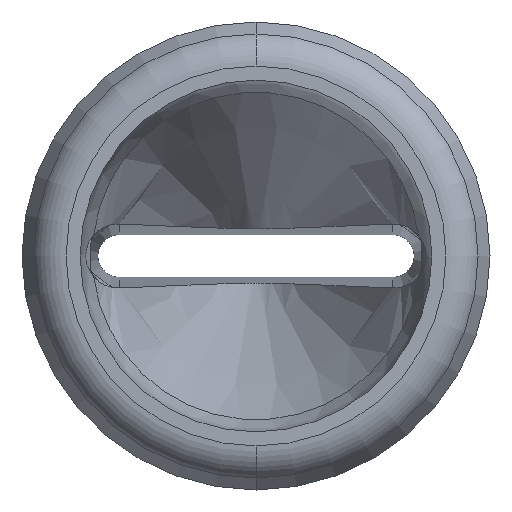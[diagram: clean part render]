
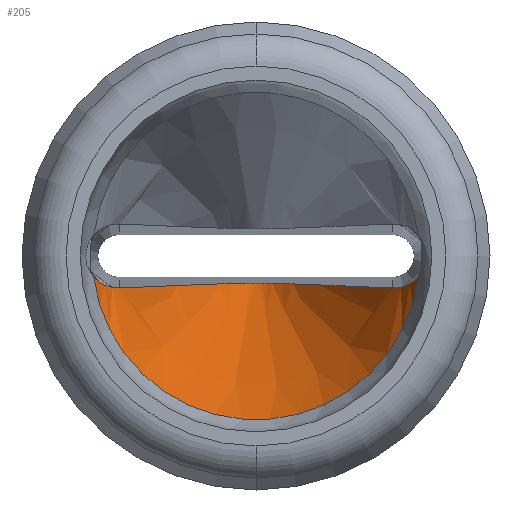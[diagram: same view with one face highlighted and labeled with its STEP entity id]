
A CAD part, front view. The second image highlights one B-rep face of the part: STEP entity #205.
In plain terms, the highlighted conical face has half-angle 22 degrees and reference radius 5.729 mm.
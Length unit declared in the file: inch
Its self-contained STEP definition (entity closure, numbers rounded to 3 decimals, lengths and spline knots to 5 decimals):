
#185 = EDGE_CURVE ( 'NONE', #186, #193, #4689, .T. ) ;
#186 = VERTEX_POINT ( 'NONE', #5904 ) ;
#187 = VERTEX_POINT ( 'NONE', #5903 ) ;
#188 = EDGE_CURVE ( 'NONE', #193, #187, #5902, .T. ) ;
#189 = ORIENTED_EDGE ( 'NONE', *, *, #190, .T. ) ;
#190 = EDGE_CURVE ( 'NONE', #186, #198, #5896, .T. ) ;
#192 = ORIENTED_EDGE ( 'NONE', *, *, #188, .F. ) ;
#193 = VERTEX_POINT ( 'NONE', #5895 ) ;
#197 = ORIENTED_EDGE ( 'NONE', *, *, #185, .F. ) ;
#198 = VERTEX_POINT ( 'NONE', #5887 ) ;
#199 = EDGE_CURVE ( 'NONE', #187, #198, #5926, .T. ) ;
#205 = ADVANCED_FACE ( 'NONE', ( #5910 ), #5912, .F. ) ;
#206 = EDGE_LOOP ( 'NONE', ( #207, #192, #197, #189 ) ) ;
#207 = ORIENTED_EDGE ( 'NONE', *, *, #199, .F. ) ;
#4663 = CARTESIAN_POINT ( 'NONE',  ( 0.19996, 0.14291, -0.04352 ) ) ;
#4664 = CARTESIAN_POINT ( 'NONE',  ( 0.19417, 0.15642, -0.04431 ) ) ;
#4665 = CARTESIAN_POINT ( 'NONE',  ( 0.18854, 0.17011, -0.04407 ) ) ;
#4689 = B_SPLINE_CURVE_WITH_KNOTS ( 'NONE', 3,
 ( #4665, #4664, #4663, #5852, #5854, #5907, #5906, #5905 ),
 .UNSPECIFIED., .F., .F.,
 ( 4, 2, 2, 4 ),
 ( 0., 0.00112, 0.00168, 0.00224 ),
 .UNSPECIFIED. ) ;
#5852 = CARTESIAN_POINT ( 'NONE',  ( 0.20884, 0.12298, -0.04017 ) ) ;
#5854 = CARTESIAN_POINT ( 'NONE',  ( 0.21185, 0.11636, -0.03867 ) ) ;
#5876 = CARTESIAN_POINT ( 'NONE',  ( 0.00757, 0.55517, -0.03735 ) ) ;
#5877 = CARTESIAN_POINT ( 'NONE',  ( 0.00955, 0.55398, -0.03737 ) ) ;
#5878 = CARTESIAN_POINT ( 'NONE',  ( 0.01504, 0.54985, -0.03744 ) ) ;
#5879 = CARTESIAN_POINT ( 'NONE',  ( 0.01814, 0.54641, -0.0375 ) ) ;
#5880 = CARTESIAN_POINT ( 'NONE',  ( 0.02668, 0.53571, -0.03769 ) ) ;
#5881 = CARTESIAN_POINT ( 'NONE',  ( 0.03144, 0.52785, -0.03783 ) ) ;
#5882 = CARTESIAN_POINT ( 'NONE',  ( 0.04494, 0.50413, -0.03824 ) ) ;
#5887 = CARTESIAN_POINT ( 'NONE',  ( -0.18854, 0.17011, -0.04407 ) ) ;
#5889 = CARTESIAN_POINT ( 'NONE',  ( 0.05284, 0.48777, -0.03853 ) ) ;
#5890 = CARTESIAN_POINT ( 'NONE',  ( 0.07598, 0.43841, -0.03939 ) ) ;
#5891 = CARTESIAN_POINT ( 'NONE',  ( 0.09039, 0.40499, -0.03997 ) ) ;
#5892 = CARTESIAN_POINT ( 'NONE',  ( 0.13319, 0.30464, -0.04172 ) ) ;
#5893 = CARTESIAN_POINT ( 'NONE',  ( 0.1609, 0.23739, -0.0429 ) ) ;
#5894 = CARTESIAN_POINT ( 'NONE',  ( 0.18854, 0.17011, -0.04407 ) ) ;
#5895 = CARTESIAN_POINT ( 'NONE',  ( 0.22369, 0.09112, -0.02882 ) ) ;
#5896 = B_SPLINE_CURVE_WITH_KNOTS ( 'NONE', 3,
 ( #5894, #5893, #5892, #5891, #5890, #5889, #5882, #5881, #5880, #5879, #5878, #5877, #5876, #5943, #5942, #5941, #5940, #5939, #5938, #5937, #5936, #5935, #5934, #5933, #5932, #5931, #5930, #5929, #5928, #5927 ),
 .UNSPECIFIED., .F., .F.,
 ( 4, 2, 2, 2, 2, 2, 2, 2, 2, 2, 2, 2, 2, 2, 4 ),
 ( 0., 0.00554, 0.00831, 0.0097, 0.01039, 0.01074, 0.01091, 0.01109, 0.01126, 0.01143, 0.01178, 0.01247, 0.01386, 0.01663, 0.02217 ),
 .UNSPECIFIED. ) ;
#5898 = DIRECTION ( 'NONE',  ( -1., 0., 0. ) ) ;
#5899 = DIRECTION ( 'NONE',  ( 0., 1., 0. ) ) ;
#5900 = CARTESIAN_POINT ( 'NONE',  ( 0., 0.09112, 0. ) ) ;
#5901 = AXIS2_PLACEMENT_3D ( 'NONE', #5900, #5899, #5898 ) ;
#5902 = CIRCLE ( 'NONE', #5901, 0.22554 ) ;
#5903 = CARTESIAN_POINT ( 'NONE',  ( -0.22369, 0.09112, -0.02882 ) ) ;
#5904 = CARTESIAN_POINT ( 'NONE',  ( 0.18854, 0.17011, -0.04407 ) ) ;
#5905 = CARTESIAN_POINT ( 'NONE',  ( 0.22369, 0.09112, -0.02882 ) ) ;
#5906 = CARTESIAN_POINT ( 'NONE',  ( 0.22081, 0.09712, -0.03216 ) ) ;
#5907 = CARTESIAN_POINT ( 'NONE',  ( 0.21784, 0.10342, -0.03465 ) ) ;
#5910 = FACE_OUTER_BOUND ( 'NONE', #206, .T. ) ;
#5912 = CONICAL_SURFACE ( 'NONE', #5953, 0.22554, 0.384 ) ;
#5915 = CARTESIAN_POINT ( 'NONE',  ( -0.18854, 0.17011, -0.04407 ) ) ;
#5916 = CARTESIAN_POINT ( 'NONE',  ( -0.19417, 0.15642, -0.04431 ) ) ;
#5917 = CARTESIAN_POINT ( 'NONE',  ( -0.19997, 0.14288, -0.04352 ) ) ;
#5918 = CARTESIAN_POINT ( 'NONE',  ( -0.2089, 0.12286, -0.04014 ) ) ;
#5919 = CARTESIAN_POINT ( 'NONE',  ( -0.21191, 0.11625, -0.03864 ) ) ;
#5920 = CARTESIAN_POINT ( 'NONE',  ( -0.21785, 0.1034, -0.03464 ) ) ;
#5921 = CARTESIAN_POINT ( 'NONE',  ( -0.22081, 0.09713, -0.03216 ) ) ;
#5922 = CARTESIAN_POINT ( 'NONE',  ( -0.22369, 0.09112, -0.02882 ) ) ;
#5926 = B_SPLINE_CURVE_WITH_KNOTS ( 'NONE', 3,
 ( #5922, #5921, #5920, #5919, #5918, #5917, #5916, #5915 ),
 .UNSPECIFIED., .F., .F.,
 ( 4, 2, 2, 4 ),
 ( 0., 0.00056, 0.00112, 0.00224 ),
 .UNSPECIFIED. ) ;
#5927 = CARTESIAN_POINT ( 'NONE',  ( -0.18854, 0.17011, -0.04407 ) ) ;
#5928 = CARTESIAN_POINT ( 'NONE',  ( -0.16107, 0.23698, -0.0429 ) ) ;
#5929 = CARTESIAN_POINT ( 'NONE',  ( -0.13353, 0.30382, -0.04174 ) ) ;
#5930 = CARTESIAN_POINT ( 'NONE',  ( -0.091, 0.40357, -0.04 ) ) ;
#5931 = CARTESIAN_POINT ( 'NONE',  ( -0.07669, 0.43679, -0.03942 ) ) ;
#5932 = CARTESIAN_POINT ( 'NONE',  ( -0.05375, 0.4859, -0.03856 ) ) ;
#5933 = CARTESIAN_POINT ( 'NONE',  ( -0.04592, 0.50217, -0.03828 ) ) ;
#5934 = CARTESIAN_POINT ( 'NONE',  ( -0.03266, 0.52581, -0.03786 ) ) ;
#5935 = CARTESIAN_POINT ( 'NONE',  ( -0.02799, 0.53365, -0.03773 ) ) ;
#5936 = CARTESIAN_POINT ( 'NONE',  ( -0.01979, 0.54447, -0.03754 ) ) ;
#5937 = CARTESIAN_POINT ( 'NONE',  ( -0.01688, 0.54793, -0.03748 ) ) ;
#5938 = CARTESIAN_POINT ( 'NONE',  ( -0.01171, 0.55243, -0.0374 ) ) ;
#5939 = CARTESIAN_POINT ( 'NONE',  ( -0.00986, 0.5538, -0.03737 ) ) ;
#5940 = CARTESIAN_POINT ( 'NONE',  ( -0.00583, 0.55594, -0.03734 ) ) ;
#5941 = CARTESIAN_POINT ( 'NONE',  ( -0.00363, 0.55671, -0.03732 ) ) ;
#5942 = CARTESIAN_POINT ( 'NONE',  ( 0.00097, 0.55713, -0.03732 ) ) ;
#5943 = CARTESIAN_POINT ( 'NONE',  ( 0.00329, 0.55676, -0.03732 ) ) ;
#5950 = DIRECTION ( 'NONE',  ( 1., 0., 0. ) ) ;
#5951 = DIRECTION ( 'NONE',  ( 0., -1., 0. ) ) ;
#5952 = CARTESIAN_POINT ( 'NONE',  ( 0., 0.09112, 0. ) ) ;
#5953 = AXIS2_PLACEMENT_3D ( 'NONE', #5952, #5951, #5950 ) ;
